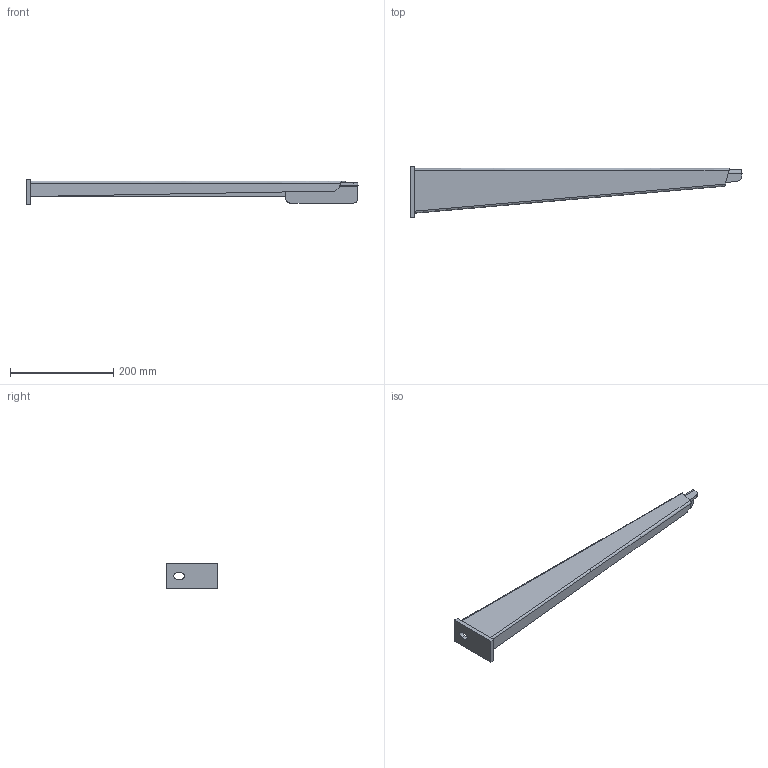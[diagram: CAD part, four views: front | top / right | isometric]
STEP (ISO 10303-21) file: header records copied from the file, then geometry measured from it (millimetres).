
FILE_DESCRIPTION(/* description */ (''),/* implementation_level */ '2;1');
FILE_NAME(/* name */ '6417116',/* time_stamp */ '2015-10-23T10:39:19+02:00',/* author */ (''),/* organization */ (''),/* preprocessor_version */ 'ST-DEVELOPER v15',/* originating_system */ '',/* authorisation */ '');
FILE_SCHEMA (('CONFIG_CONTROL_DESIGN'));
Length unit declared in the file: millimetre
Products named in the file (2): Document; 039731_ohne VDE logo
Assembly tree (1 placements, depth 2):
  Document
    039731_ohne VDE logo
Bounding box: 643 x 100 x 50 mm (x, y, z)
Volume: 243461.2 mm3; surface area: 165253.1 mm2
Topology: 3 solids, 3 shells, 54 faces, 120 edges, 72 vertices
Faces by surface type: plane 39, bspline 15
Entity records: 1698 total; most frequent: CARTESIAN_POINT 689, ORIENTED_EDGE 240, EDGE_CURVE 120, B_SPLINE_CURVE_WITH_KNOTS 102, VERTEX_POINT 72, EDGE_LOOP 56, ADVANCED_FACE 54, FACE_OUTER_BOUND 54
